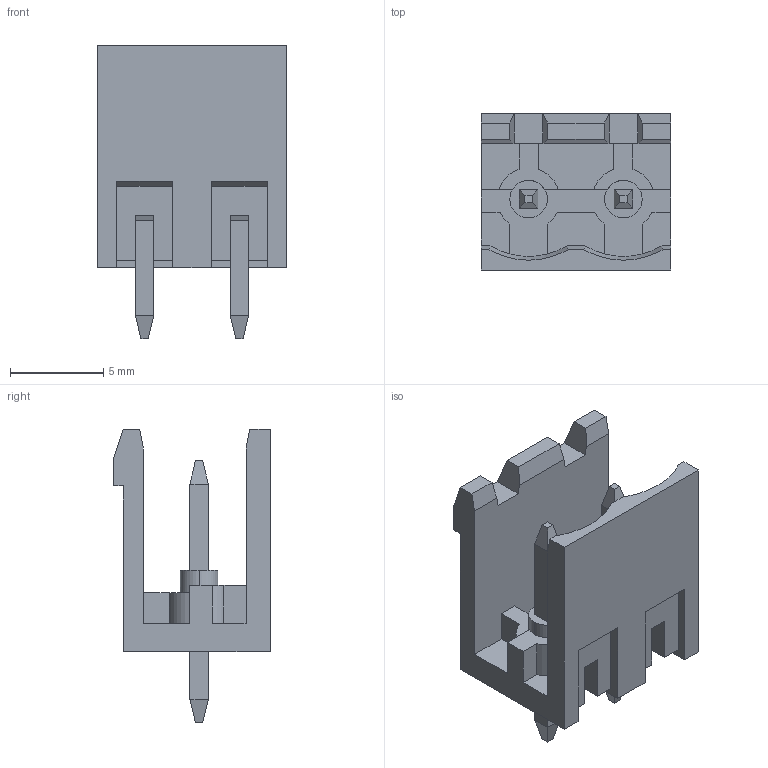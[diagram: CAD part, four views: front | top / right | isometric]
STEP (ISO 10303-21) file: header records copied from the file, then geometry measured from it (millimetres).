
FILE_DESCRIPTION((''),'2;1');
FILE_NAME('395310002','2015-02-23T',('me'),(''),'PRO/ENGINEER BY PARAMETRIC TECHNOLOGY CORPORATION, 2011490','PRO/ENGINEER BY PARAMETRIC TECHNOLOGY CORPORATION, 2011490','');
FILE_SCHEMA(('CONFIG_CONTROL_DESIGN'));
Length unit declared in the file: inch
Products named in the file (1): 395310002
Bounding box: 10.16 x 8.38 x 15.75 mm (x, y, z)
Volume: 382.2 mm3; surface area: 885 mm2
Topology: 1 solids, 1 shells, 133 faces, 365 edges, 238 vertices
Faces by surface type: plane 117, cylinder 14, cone 2
Entity records: 4186 total; most frequent: CARTESIAN_POINT 755, ORIENTED_EDGE 718, DIRECTION 667, EDGE_CURVE 359, VECTOR 315, LINE 315, VERTEX_POINT 230, AXIS2_PLACEMENT_3D 176
